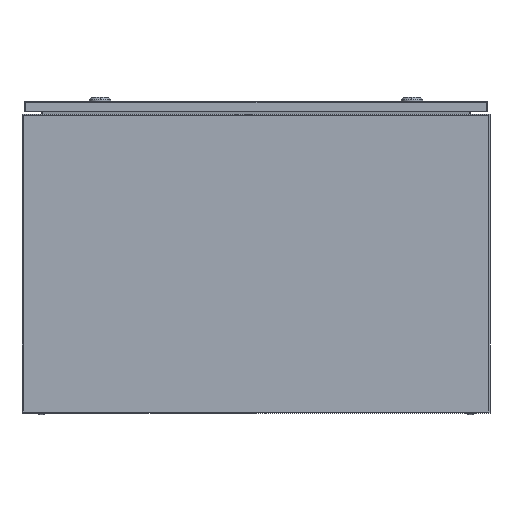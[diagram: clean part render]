
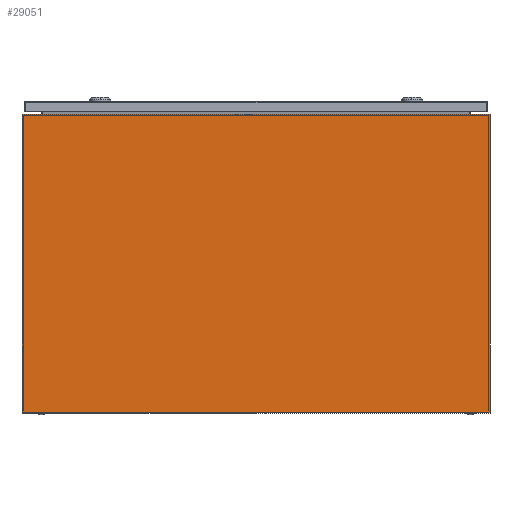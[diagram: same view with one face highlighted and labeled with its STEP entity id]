
A CAD part, left-side view. The second image highlights one B-rep face of the part: STEP entity #29051.
In plain terms, the highlighted planar face has unit normal (-1, 0, 0).
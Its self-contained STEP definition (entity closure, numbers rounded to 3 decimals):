
#1471 = DIRECTION ( 'NONE',  ( 0., 0., -1. ) ) ;
#2650 = DIRECTION ( 'NONE',  ( 0., 0., -1. ) ) ;
#2811 = CARTESIAN_POINT ( 'NONE',  ( 0., 600., 0. ) ) ;
#2889 = VERTEX_POINT ( 'NONE', #2811 ) ;
#3033 = CARTESIAN_POINT ( 'NONE',  ( 0., 600., 383. ) ) ;
#3946 = AXIS2_PLACEMENT_3D ( 'NONE', #11863, #11409, #1471 ) ;
#4924 = EDGE_CURVE ( 'NONE', #14458, #24327, #7287, .T. ) ;
#7287 = LINE ( 'NONE', #10177, #22664 ) ;
#7709 = VECTOR ( 'NONE', #2650, 1000. ) ;
#7894 = ORIENTED_EDGE ( 'NONE', *, *, #11734, .F. ) ;
#10092 = ORIENTED_EDGE ( 'NONE', *, *, #12866, .T. ) ;
#10177 = CARTESIAN_POINT ( 'NONE',  ( 0., 0., 383. ) ) ;
#11409 = DIRECTION ( 'NONE',  ( 1., 0., 0. ) ) ;
#11466 = LINE ( 'NONE', #21475, #20187 ) ;
#11734 = EDGE_CURVE ( 'NONE', #31140, #14458, #36459, .T. ) ;
#11863 = CARTESIAN_POINT ( 'NONE',  ( 0., 0., 383. ) ) ;
#12866 = EDGE_CURVE ( 'NONE', #2889, #24327, #11466, .T. ) ;
#13700 = EDGE_CURVE ( 'NONE', #31140, #2889, #39700, .T. ) ;
#14385 = DIRECTION ( 'NONE',  ( 0., 0., -1. ) ) ;
#14458 = VERTEX_POINT ( 'NONE', #25103 ) ;
#18290 = FACE_OUTER_BOUND ( 'NONE', #27775, .T. ) ;
#20187 = VECTOR ( 'NONE', #28132, 1000. ) ;
#21475 = CARTESIAN_POINT ( 'NONE',  ( 0., 0., 0. ) ) ;
#22664 = VECTOR ( 'NONE', #14385, 1000. ) ;
#23152 = CARTESIAN_POINT ( 'NONE',  ( 0., 0., 383. ) ) ;
#24327 = VERTEX_POINT ( 'NONE', #29616 ) ;
#25103 = CARTESIAN_POINT ( 'NONE',  ( 0., 0., 383. ) ) ;
#26864 = ORIENTED_EDGE ( 'NONE', *, *, #13700, .T. ) ;
#27775 = EDGE_LOOP ( 'NONE', ( #10092, #33983, #7894, #26864 ) ) ;
#28132 = DIRECTION ( 'NONE',  ( 0., -1., 0. ) ) ;
#29051 = ADVANCED_FACE ( 'NONE', ( #18290 ), #31860, .F. ) ;
#29616 = CARTESIAN_POINT ( 'NONE',  ( 0., 0., 0. ) ) ;
#31140 = VERTEX_POINT ( 'NONE', #3033 ) ;
#31860 = PLANE ( 'NONE',  #3946 ) ;
#33059 = CARTESIAN_POINT ( 'NONE',  ( 0., 600., 383. ) ) ;
#33983 = ORIENTED_EDGE ( 'NONE', *, *, #4924, .F. ) ;
#36459 = LINE ( 'NONE', #23152, #39685 ) ;
#39575 = DIRECTION ( 'NONE',  ( 0., -1., 0. ) ) ;
#39685 = VECTOR ( 'NONE', #39575, 1000. ) ;
#39700 = LINE ( 'NONE', #33059, #7709 ) ;
